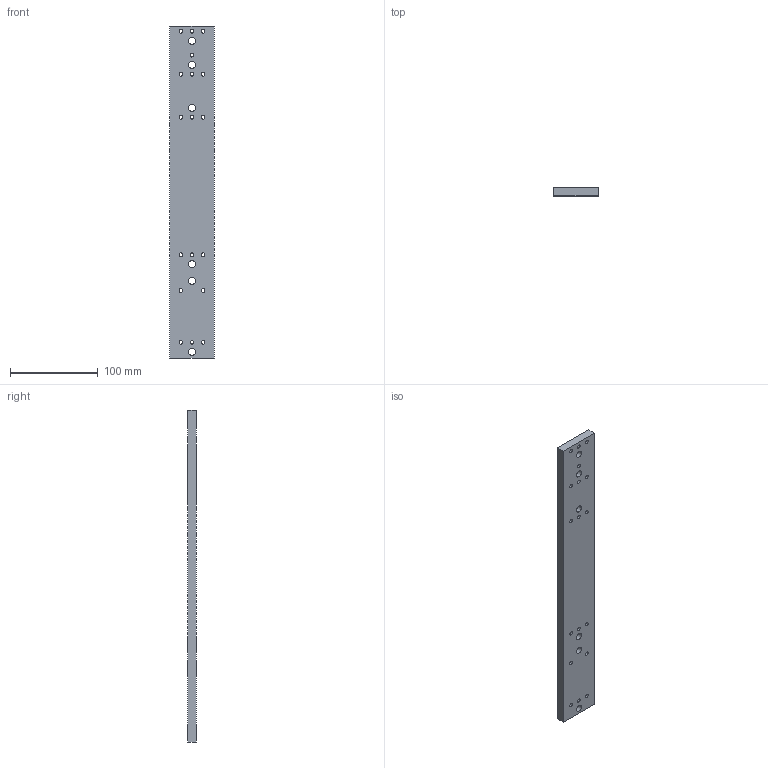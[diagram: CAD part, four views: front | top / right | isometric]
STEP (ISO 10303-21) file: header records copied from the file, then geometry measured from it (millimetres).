
FILE_DESCRIPTION(/* description */ ('Alibre Inc.'),/* implementation_level */ '2;1');
FILE_NAME(/* name */ 'export-B6C907FA-DFD4-4798-9F7C-07B88954F2E6',/* time_stamp */ '2021-08-11T22:54:38-04:00',/* author */ (''),/* organization */ (''),/* preprocessor_version */ 'ST-DEVELOPER v17',/* originating_system */ 'Alibre',/* authorisation */ '');
FILE_SCHEMA (('AUTOMOTIVE_DESIGN'));
Length unit declared in the file: centimetre
Bounding box: 50.8 x 9.53 x 378.4 mm (x, y, z)
Volume: 178014.9 mm3; surface area: 49182.4 mm2
Topology: 1 solids, 1 shells, 30 faces, 84 edges, 56 vertices
Faces by surface type: cylinder 24, plane 6
Full cylindrical faces by diameter (mm): 4.089 x18, 7.938 x6
Entity records: 981 total; most frequent: DIRECTION 162, CARTESIAN_POINT 146, ORIENTED_EDGE 120, EDGE_LOOP 102, FACE_BOUND 102, AXIS2_PLACEMENT_3D 78, EDGE_CURVE 60, VERTEX_POINT 56
